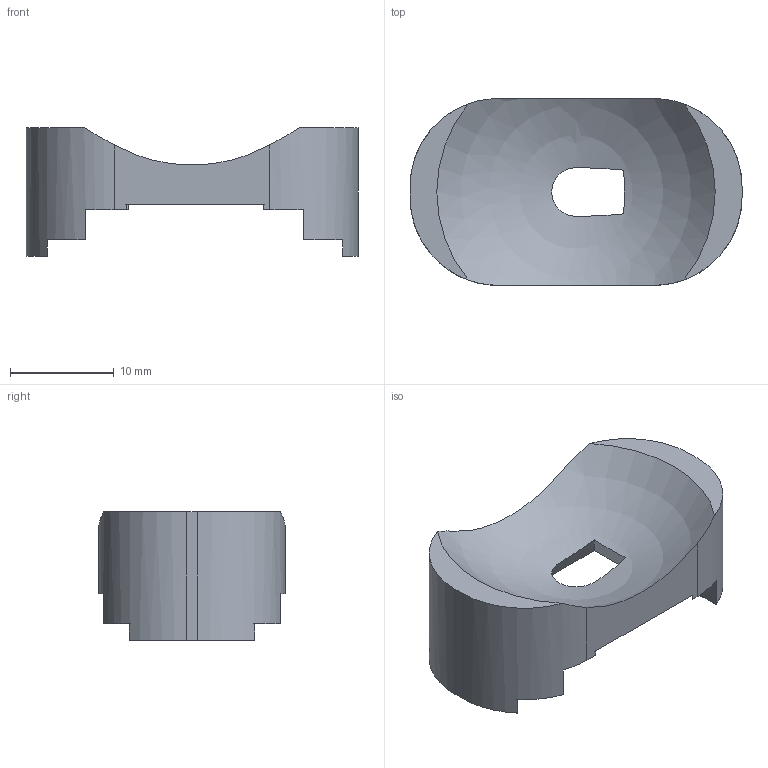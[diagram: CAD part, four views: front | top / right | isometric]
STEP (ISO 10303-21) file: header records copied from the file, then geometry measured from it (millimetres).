
FILE_DESCRIPTION(('FreeCAD Model'),'2;1');
FILE_NAME('trackball_sensor_mount.step','2021-08-05T22:04:58',('Author'),(''), 'Open CASCADE STEP processor 7.2','FreeCAD','Unknown');
FILE_SCHEMA(('AUTOMOTIVE_DESIGN { 1 0 10303 214 1 1 1 1 }'));
Length unit declared in the file: millimetre
Products named in the file (1): Sensor_Mouting
Bounding box: 32 x 18 x 12.4 mm (x, y, z)
Volume: 2573.7 mm3; surface area: 2055.5 mm2
Topology: 1 solids, 1 shells, 48 faces, 136 edges, 91 vertices
Faces by surface type: plane 34, cylinder 12, sphere 1, cone 1
Full cylindrical faces by diameter (mm): 2 x2
Entity records: 3672 total; most frequent: CARTESIAN_POINT 977, DIRECTION 506, LINE 292, VECTOR 292, ORIENTED_EDGE 272, PCURVE 272, DEFINITIONAL_REPRESENTATION 272, EDGE_CURVE 136
